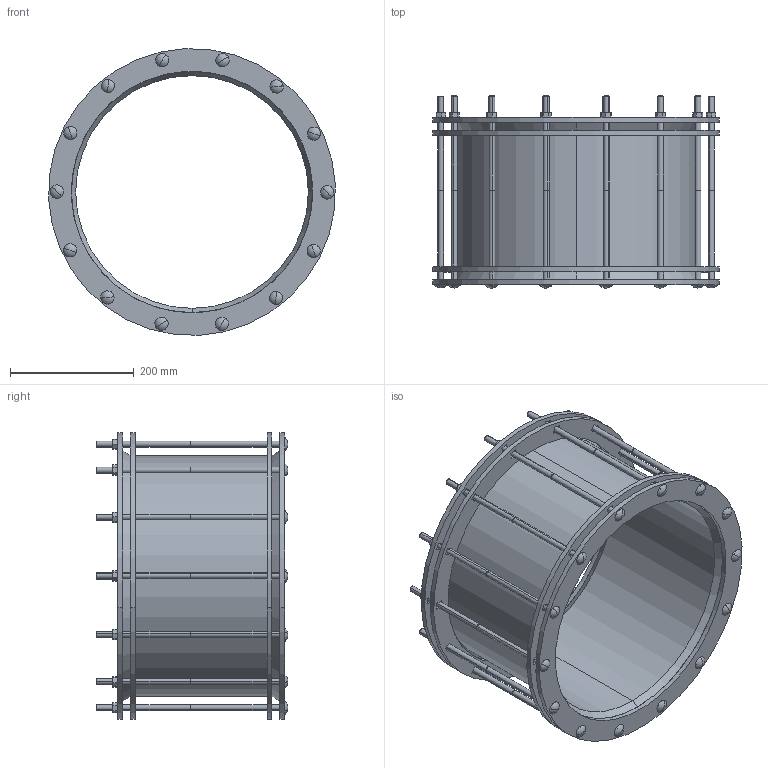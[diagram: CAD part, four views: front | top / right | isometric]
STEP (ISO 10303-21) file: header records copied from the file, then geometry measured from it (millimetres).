
FILE_DESCRIPTION (( 'STEP AP214' ), '1' );
FILE_NAME ('1040-15P.STEP', '2021-02-12T19:58:41', ( '' ), ( '' ), 'SwSTEP 2.0', 'SolidWorks 2021', '' );
FILE_SCHEMA (( 'AUTOMOTIVE_DESIGN' ));
Length unit declared in the file: inch
Products named in the file (6): Coupler Rings_1031-PL1500; Coupler Rings_1033-PW1500; 1040_1040-15P; 1040-15P; 21386; 36306
Assembly tree (33 placements, depth 2):
  1040-15P
    1040_1040-15P
    Coupler Rings_1031-PL1500  x2
    Coupler Rings_1033-PW1500  x2
    21386  x14
    36306  x14
Bounding box: 462.98 x 310.08 x 462.98 mm (x, y, z)
Volume: 3742250.7 mm3; surface area: 1258243.2 mm2
Topology: 33 solids, 33 shells, 990 faces, 2260 edges, 1350 vertices
Faces by surface type: plane 430, cone 344, cylinder 160, sphere 56
Entity records: 6322 total; most frequent: CARTESIAN_POINT 1107, ORIENTED_EDGE 992, DIRECTION 988, EDGE_CURVE 496, LINE 392, VECTOR 392, VERTEX_POINT 317, AXIS2_PLACEMENT_3D 298
